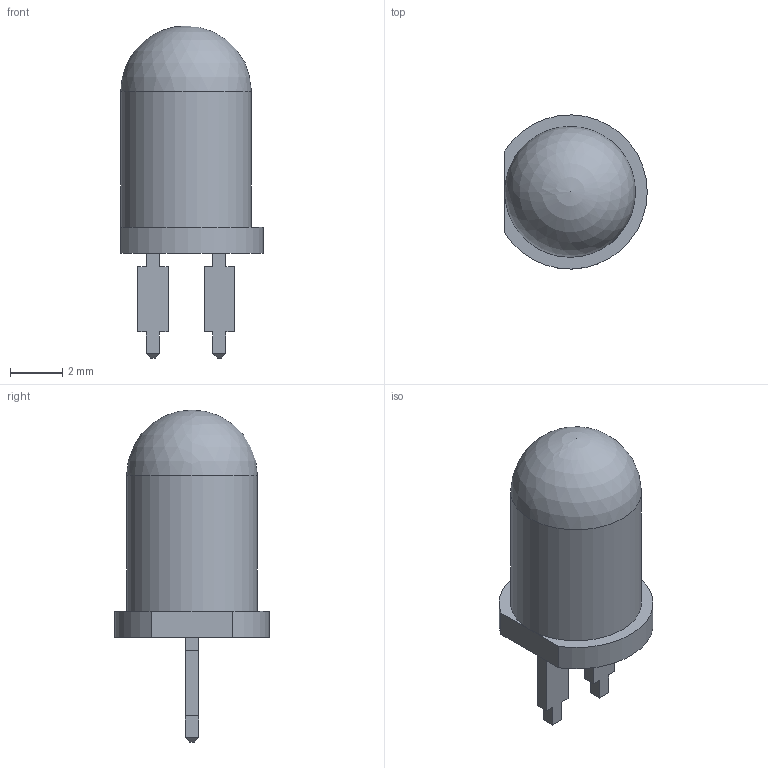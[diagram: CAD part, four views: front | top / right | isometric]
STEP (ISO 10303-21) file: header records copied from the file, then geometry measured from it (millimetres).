
FILE_DESCRIPTION(/* description */ (''),/* implementation_level */ '2;1');
FILE_NAME(/* name */ 'LED-T1-34-5mm-tabs.step',/* time_stamp */ '2023-11-29T22:00:52+01:00',/* author */ (''),/* organization */ (''),/* preprocessor_version */ 'ST-DEVELOPER v20',/* originating_system */ 'Autodesk Translation Framework v12.14.0.127',/* authorisation */ '');
FILE_SCHEMA (('AUTOMOTIVE_DESIGN { 1 0 10303 214 3 1 1 }'));
Length unit declared in the file: millimetre
Products named in the file (3): LED-T1-3/4-5mm-tabs; LED; Leads
Assembly tree (2 placements, depth 2):
  LED-T1-3/4-5mm-tabs
    LED
    Leads
Bounding box: 5.45 x 5.9 x 12.7 mm (x, y, z)
Volume: 164.8 mm3; surface area: 197 mm2
Topology: 3 solids, 3 shells, 42 faces, 100 edges, 63 vertices
Faces by surface type: plane 39, cylinder 2, sphere 1
Full cylindrical faces by diameter (mm): 5 x1
Entity records: 1283 total; most frequent: CARTESIAN_POINT 210, DIRECTION 200, ORIENTED_EDGE 198, EDGE_CURVE 99, LINE 94, VECTOR 94, VERTEX_POINT 63, AXIS2_PLACEMENT_3D 53
